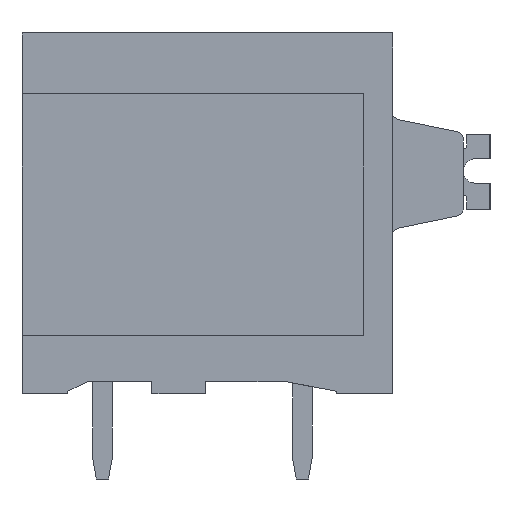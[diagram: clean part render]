
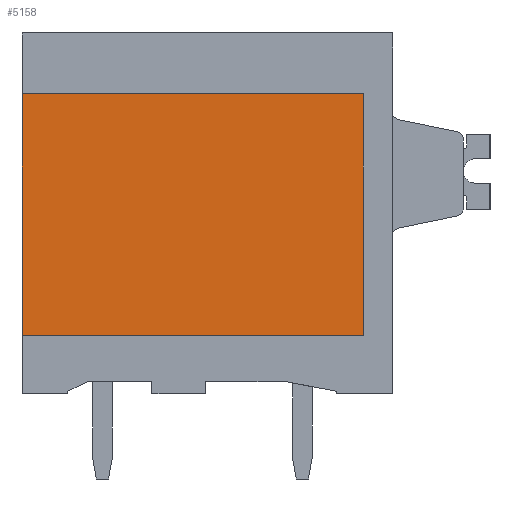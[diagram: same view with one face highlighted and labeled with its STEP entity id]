
A CAD part, left-side view. The second image highlights one B-rep face of the part: STEP entity #5158.
In plain terms, the highlighted planar face has unit normal (-1, 0, 0).
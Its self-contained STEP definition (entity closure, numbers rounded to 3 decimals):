
#5138=AXIS2_PLACEMENT_3D('Plane Axis2P3D',#5135,#5136,#5137) ;
#951=CARTESIAN_POINT('Vertex',(1.1,19.2,5.9)) ;
#954=CARTESIAN_POINT('Line Origine',(1.1,19.2,10.85)) ;
#958=CARTESIAN_POINT('Vertex',(1.1,19.2,15.8)) ;
#5119=CARTESIAN_POINT('Vertex',(1.1,5.2,5.9)) ;
#5122=CARTESIAN_POINT('Line Origine',(1.1,12.2,5.9)) ;
#5135=CARTESIAN_POINT('Axis2P3D Location',(1.1,0.,0.)) ;
#5140=CARTESIAN_POINT('Line Origine',(1.1,5.2,10.85)) ;
#5144=CARTESIAN_POINT('Vertex',(1.1,5.2,15.8)) ;
#5147=CARTESIAN_POINT('Line Origine',(1.1,12.2,15.8)) ;
#955=DIRECTION('Vector Direction',(0.,0.,1.)) ;
#5123=DIRECTION('Vector Direction',(0.,1.,0.)) ;
#5136=DIRECTION('Axis2P3D Direction',(-1.,0.,0.)) ;
#5137=DIRECTION('Axis2P3D XDirection',(0.,-1.,0.)) ;
#5141=DIRECTION('Vector Direction',(0.,0.,1.)) ;
#5148=DIRECTION('Vector Direction',(0.,1.,0.)) ;
#956=VECTOR('Line Direction',#955,1.) ;
#5124=VECTOR('Line Direction',#5123,1.) ;
#5142=VECTOR('Line Direction',#5141,1.) ;
#5149=VECTOR('Line Direction',#5148,1.) ;
#5153=ORIENTED_EDGE('',*,*,#5126,.F.) ;
#5154=ORIENTED_EDGE('',*,*,#5146,.T.) ;
#5155=ORIENTED_EDGE('',*,*,#5151,.T.) ;
#5156=ORIENTED_EDGE('',*,*,#960,.F.) ;
#5158=ADVANCED_FACE('Housing',(#5157),#5139,.T.) ;
#960=EDGE_CURVE('',#952,#959,#957,.T.) ;
#5126=EDGE_CURVE('',#5120,#952,#5125,.T.) ;
#5146=EDGE_CURVE('',#5120,#5145,#5143,.T.) ;
#5151=EDGE_CURVE('',#5145,#959,#5150,.T.) ;
#5152=EDGE_LOOP('',(#5153,#5154,#5155,#5156)) ;
#5157=FACE_OUTER_BOUND('',#5152,.T.) ;
#957=LINE('Line',#954,#956) ;
#5125=LINE('Line',#5122,#5124) ;
#5143=LINE('Line',#5140,#5142) ;
#5150=LINE('Line',#5147,#5149) ;
#5139=PLANE('',#5138) ;
#952=VERTEX_POINT('',#951) ;
#959=VERTEX_POINT('',#958) ;
#5120=VERTEX_POINT('',#5119) ;
#5145=VERTEX_POINT('',#5144) ;
